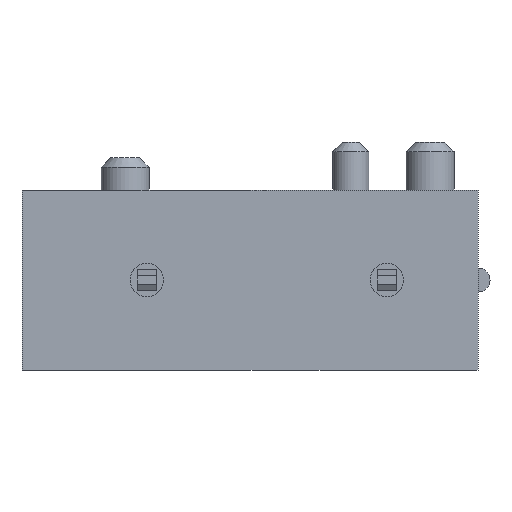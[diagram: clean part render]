
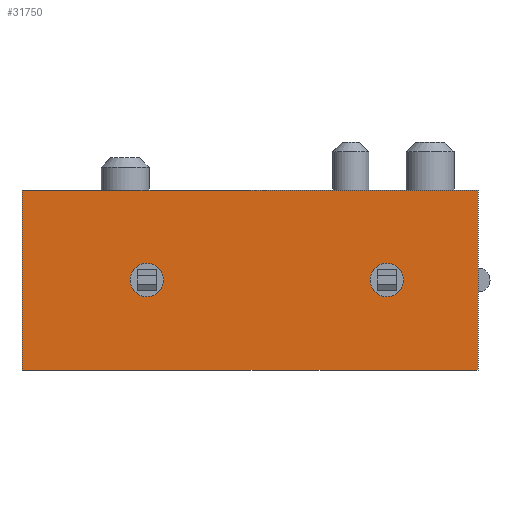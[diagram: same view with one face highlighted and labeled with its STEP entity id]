
A CAD part, front view. The second image highlights one B-rep face of the part: STEP entity #31750.
In plain terms, the highlighted planar face has unit normal (0, -1, 0).
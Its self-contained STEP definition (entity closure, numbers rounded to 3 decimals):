
#3350=CARTESIAN_POINT('',(0.,0.,
   -3.75));
#3360=VERTEX_POINT('',#3350);
#3390=CARTESIAN_POINT('',(0.,0.,
   -3.75));
#3400=DIRECTION('',(1.,0.,
   0.));
#3410=VECTOR('',#3400,1.);
#3420=LINE('',#3390,#3410);
#3430=CARTESIAN_POINT('',(19.,0.,
   -3.75));
#3440=VERTEX_POINT('',#3430);
#3450=EDGE_CURVE('',#3360,#3440,#3420,.T.);
#19110=CARTESIAN_POINT('',(0.,0.
   ,0.));
#19120=DIRECTION('',(0.,0.,
   1.));
#19130=VECTOR('',#19120,1.);
#19140=LINE('',#19110,#19130);
#19150=CARTESIAN_POINT('',(0.,0.
   ,3.75));
#19160=VERTEX_POINT('',#19150);
#19170=EDGE_CURVE('',#3360,#19160,#19140,.T.);
#21910=CARTESIAN_POINT('',(19.,0.
   ,3.75));
#21920=VERTEX_POINT('',#21910);
#21950=CARTESIAN_POINT('',(0.,0.
   ,3.75));
#21960=DIRECTION('',(-1.,0.,
   0.));
#21970=VECTOR('',#21960,1.);
#21980=LINE('',#21950,#21970);
#21990=EDGE_CURVE('',#21920,#19160,#21980,.T.);
#31290=CARTESIAN_POINT('',(19.,0.
   ,0.));
#31300=DIRECTION('',(0.,-1.,
   0.));
#31310=DIRECTION('',(-1.,0.,
   0.));
#31320=AXIS2_PLACEMENT_3D('',#31290,#31300,#31310);
#31330=PLANE('',#31320);
#31340=ORIENTED_EDGE('',*,*,#19170,.F.);
#31350=ORIENTED_EDGE('',*,*,#21990,.T.);
#31360=CARTESIAN_POINT('',(19.,0.
   ,0.));
#31370=DIRECTION('',(0.,0.,
   1.));
#31380=VECTOR('',#31370,1.);
#31390=LINE('',#31360,#31380);
#31400=EDGE_CURVE('',#3440,#21920,#31390,.T.);
#31410=ORIENTED_EDGE('',*,*,#31400,.T.);
#31420=ORIENTED_EDGE('',*,*,#3450,.T.);
#31430=EDGE_LOOP('',(#31420,#31410,#31350,#31340));
#31440=FACE_OUTER_BOUND('',#31430,.T.);
#31450=CARTESIAN_POINT('',(15.2,0.
   ,0.));
#31460=DIRECTION('',(0.,-1.,
   0.));
#31470=DIRECTION('',(1.,0.,
   0.));
#31480=AXIS2_PLACEMENT_3D('',#31450,#31460,#31470);
#31490=CIRCLE('',#31480,0.7);
#31500=CARTESIAN_POINT('',(15.9,0.
   ,0.));
#31510=VERTEX_POINT('',#31500);
#31520=CARTESIAN_POINT('',(14.5,0.
   ,0.));
#31530=VERTEX_POINT('',#31520);
#31540=EDGE_CURVE('',#31510,#31530,#31490,.T.);
#31550=ORIENTED_EDGE('',*,*,#31540,.F.);
#31560=EDGE_CURVE('',#31530,#31510,#31490,.T.);
#31570=ORIENTED_EDGE('',*,*,#31560,.F.);
#31580=EDGE_LOOP('',(#31570,#31550));
#31590=FACE_BOUND('',#31580,.T.);
#31600=CARTESIAN_POINT('',(5.2,0.
   ,0.));
#31610=DIRECTION('',(0.,-1.,
   0.));
#31620=DIRECTION('',(1.,0.,
   0.));
#31630=AXIS2_PLACEMENT_3D('',#31600,#31610,#31620);
#31640=CIRCLE('',#31630,0.7);
#31650=CARTESIAN_POINT('',(5.9,0.
   ,0.));
#31660=VERTEX_POINT('',#31650);
#31670=CARTESIAN_POINT('',(4.5,0.
   ,0.));
#31680=VERTEX_POINT('',#31670);
#31690=EDGE_CURVE('',#31660,#31680,#31640,.T.);
#31700=ORIENTED_EDGE('',*,*,#31690,.F.);
#31710=EDGE_CURVE('',#31680,#31660,#31640,.T.);
#31720=ORIENTED_EDGE('',*,*,#31710,.F.);
#31730=EDGE_LOOP('',(#31720,#31700));
#31740=FACE_BOUND('',#31730,.T.);
#31750=ADVANCED_FACE('',(#31440,#31590,#31740),#31330,.T.);
